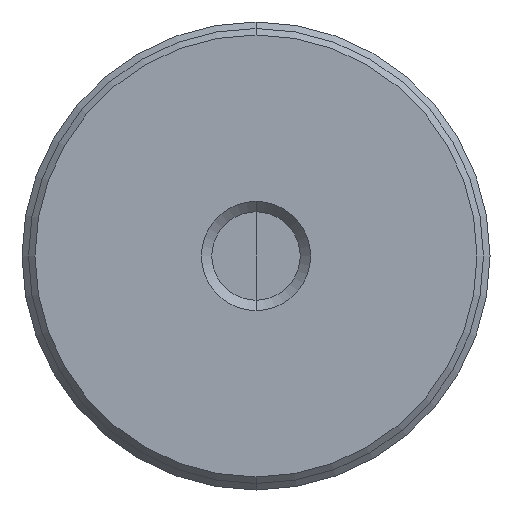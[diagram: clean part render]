
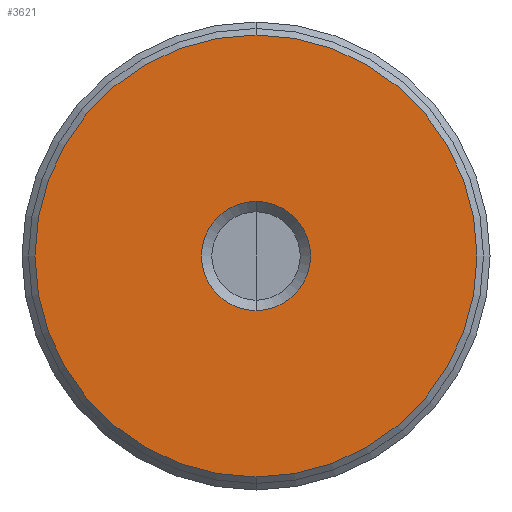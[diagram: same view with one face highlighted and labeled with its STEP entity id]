
A CAD part, front view. The second image highlights one B-rep face of the part: STEP entity #3621.
In plain terms, the highlighted planar face has unit normal (0, -1, 0).
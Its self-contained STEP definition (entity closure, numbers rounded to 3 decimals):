
#71=CARTESIAN_POINT('',(0.,0.,0.));
#72=DIRECTION('',(0.,-1.,0.));
#73=DIRECTION('',(0.,0.,-1.));
#74=AXIS2_PLACEMENT_3D('',#71,#72,#73);
#76=CARTESIAN_POINT('',(0.,0.,0.));
#77=DIRECTION('',(0.,-1.,0.));
#78=DIRECTION('',(0.,0.,1.));
#79=AXIS2_PLACEMENT_3D('',#76,#77,#78);
#81=CARTESIAN_POINT('',(0.,0.,0.));
#82=DIRECTION('',(0.,1.,0.));
#83=DIRECTION('',(0.,0.,-1.));
#84=AXIS2_PLACEMENT_3D('',#81,#82,#83);
#86=CARTESIAN_POINT('',(0.,0.,0.));
#87=DIRECTION('',(0.,1.,0.));
#88=DIRECTION('',(0.,0.,1.));
#89=AXIS2_PLACEMENT_3D('',#86,#87,#88);
#3418=CARTESIAN_POINT('',(0.,0.,-17.));
#3420=VERTEX_POINT('',#3418);
#3422=CARTESIAN_POINT('',(0.,0.,17.));
#3424=VERTEX_POINT('',#3422);
#3459=CARTESIAN_POINT('',(0.,0.,-4.2));
#3461=VERTEX_POINT('',#3459);
#3463=CARTESIAN_POINT('',(0.,0.,4.2));
#3465=VERTEX_POINT('',#3463);
#3605=CARTESIAN_POINT('',(-17.5,0.,0.));
#3606=DIRECTION('',(0.,-1.,0.));
#3607=DIRECTION('',(0.,0.,-1.));
#3608=AXIS2_PLACEMENT_3D('',#3605,#3606,#3607);
#3609=PLANE('',#3608);
#3611=ORIENTED_EDGE('',*,*,#3610,.F.);
#3613=ORIENTED_EDGE('',*,*,#3612,.F.);
#3614=EDGE_LOOP('',(#3611,#3613));
#3615=FACE_OUTER_BOUND('',#3614,.F.);
#3616=ORIENTED_EDGE('',*,*,#3588,.F.);
#3618=ORIENTED_EDGE('',*,*,#3617,.F.);
#3619=EDGE_LOOP('',(#3616,#3618));
#3620=FACE_BOUND('',#3619,.F.);
#3621=ADVANCED_FACE('',(#3615,#3620),#3609,.T.);
#75=CIRCLE('',#74,17.);
#80=CIRCLE('',#79,17.);
#85=CIRCLE('',#84,4.2);
#90=CIRCLE('',#89,4.2);
#3588=EDGE_CURVE('',#3461,#3465,#85,.T.);
#3610=EDGE_CURVE('',#3420,#3424,#75,.T.);
#3612=EDGE_CURVE('',#3424,#3420,#80,.T.);
#3617=EDGE_CURVE('',#3465,#3461,#90,.T.);
